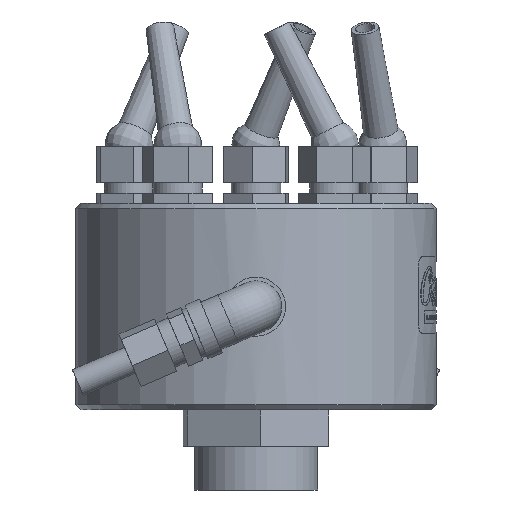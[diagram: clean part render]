
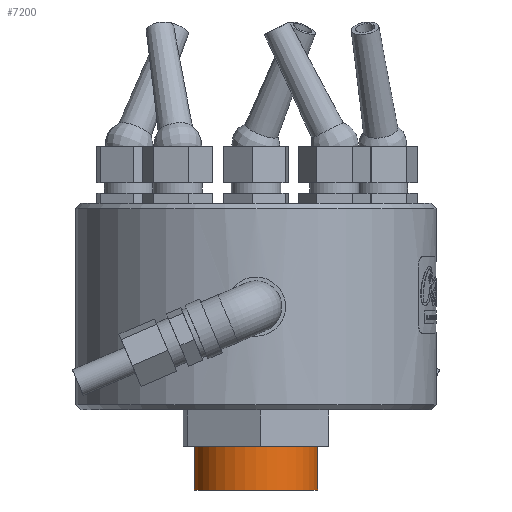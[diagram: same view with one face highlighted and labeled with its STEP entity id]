
A CAD part, front view. The second image highlights one B-rep face of the part: STEP entity #7200.
In plain terms, the highlighted cylindrical face has radius 23.9 mm (diameter 47.8 mm), a full revolution.
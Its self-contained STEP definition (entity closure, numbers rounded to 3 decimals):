
#1628=CYLINDRICAL_SURFACE($,#7767,23.9);
#1772=FACE_BOUND($,#2663,.T.);
#2152=FACE_OUTER_BOUND($,#2662,.T.);
#2662=EDGE_LOOP($,(#6193));
#2663=EDGE_LOOP($,(#6194));
#2896=CIRCLE($,#7768,23.9);
#2897=CIRCLE($,#7769,23.9);
#3534=VERTEX_POINT($,#14954);
#3535=VERTEX_POINT($,#14956);
#4452=EDGE_CURVE($,#3534,#3534,#2896,.T.);
#4453=EDGE_CURVE($,#3535,#3535,#2897,.T.);
#6193=ORIENTED_EDGE($,*,*,#4452,.F.);
#6194=ORIENTED_EDGE($,*,*,#4453,.F.);
#7200=ADVANCED_FACE($,(#2152,#1772),#1628,.T.);
#7767=AXIS2_PLACEMENT_3D($,#14953,#9350,#9351);
#7768=AXIS2_PLACEMENT_3D($,#14955,#9352,#9353);
#7769=AXIS2_PLACEMENT_3D($,#14957,#9354,#9355);
#9350=DIRECTION('center_axis',(0.,0.,-1.));
#9351=DIRECTION('ref_axis',(1.,0.,0.));
#9352=DIRECTION('center_axis',(0.,0.,-1.));
#9353=DIRECTION('ref_axis',(1.,0.,0.));
#9354=DIRECTION('center_axis',(0.,0.,1.));
#9355=DIRECTION('ref_axis',(1.,0.,0.));
#14953=CARTESIAN_POINT('Origin',(0.,0.,-14.));
#14954=CARTESIAN_POINT('',(-23.9,0.,-31.));
#14955=CARTESIAN_POINT('Origin',(0.,0.,-31.));
#14956=CARTESIAN_POINT('',(-23.9,0.,-14.));
#14957=CARTESIAN_POINT('Origin',(0.,0.,-14.));
